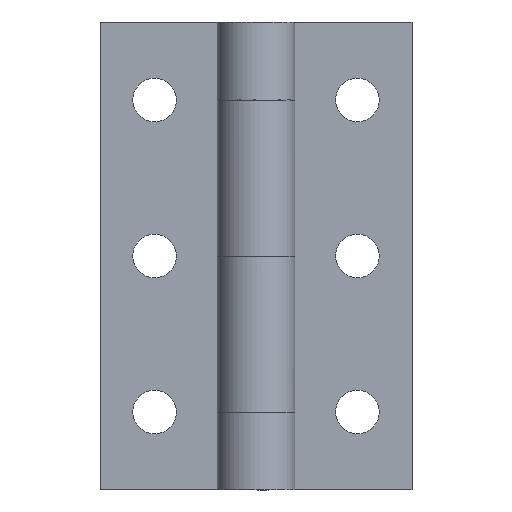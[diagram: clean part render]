
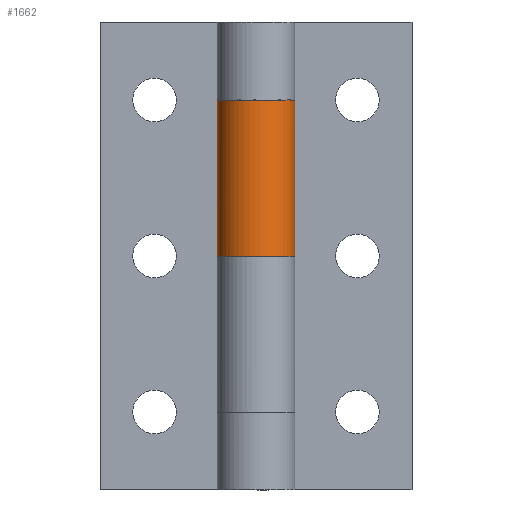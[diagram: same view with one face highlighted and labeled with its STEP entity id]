
A CAD part, front view. The second image highlights one B-rep face of the part: STEP entity #1662.
In plain terms, the highlighted free-form (B-spline) face has degree [1, 2] with [2, 7] control points.
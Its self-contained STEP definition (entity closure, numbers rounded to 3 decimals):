
#846=CARTESIAN_POINT('',(-1.5,2.0,25.0));
#847=VERTEX_POINT('',#846);
#848=CARTESIAN_POINT('',(0.759,2.382,25.0));
#849=VERTEX_POINT('',#848);
#850=CARTESIAN_POINT('',(-1.5,2.0,25.0));
#851=CARTESIAN_POINT('',(-3.073,0.82,25.));
#852=CARTESIAN_POINT('',(-2.297,-0.986,25.0));
#853=CARTESIAN_POINT('',(-1.522,-2.793,25.));
#854=CARTESIAN_POINT('',(0.417,-2.465,25.0));
#855=CARTESIAN_POINT('',(2.355,-2.137,25.));
#856=CARTESIAN_POINT('',(2.494,-0.176,25.0));
#857=CARTESIAN_POINT('',(2.632,1.785,25.));
#858=CARTESIAN_POINT('',(0.759,2.382,25.0));
#866=(BOUNDED_CURVE()B_SPLINE_CURVE(2,(#850,#851,#852,#853,#854,#855,#856,#857,#858),.UNSPECIFIED.,.F.,.U.)B_SPLINE_CURVE_WITH_KNOTS((3,2,2,2,3),(0.0,0.25,0.5,0.75,1.0),.UNSPECIFIED.)CURVE()GEOMETRIC_REPRESENTATION_ITEM()RATIONAL_B_SPLINE_CURVE((1.0,0.786,1.0,0.786,1.0,0.786,1.0,0.786,1.0))REPRESENTATION_ITEM(''));
#867=EDGE_CURVE('',#847,#849,#866,.T.);
#1060=CARTESIAN_POINT('',(0.759,2.382,15.0));
#1061=VERTEX_POINT('',#1060);
#1062=CARTESIAN_POINT('',(-1.5,2.0,15.0));
#1063=VERTEX_POINT('',#1062);
#1064=CARTESIAN_POINT('',(0.759,2.382,15.0));
#1065=CARTESIAN_POINT('',(2.632,1.785,15.));
#1066=CARTESIAN_POINT('',(2.494,-0.176,15.0));
#1067=CARTESIAN_POINT('',(2.355,-2.137,15.));
#1068=CARTESIAN_POINT('',(0.417,-2.465,15.0));
#1069=CARTESIAN_POINT('',(-1.522,-2.793,15.));
#1070=CARTESIAN_POINT('',(-2.297,-0.986,15.0));
#1071=CARTESIAN_POINT('',(-3.073,0.82,15.));
#1072=CARTESIAN_POINT('',(-1.5,2.0,15.0));
#1080=(BOUNDED_CURVE()B_SPLINE_CURVE(2,(#1064,#1065,#1066,#1067,#1068,#1069,#1070,#1071,#1072),.UNSPECIFIED.,.F.,.U.)B_SPLINE_CURVE_WITH_KNOTS((3,2,2,2,3),(0.0,0.25,0.5,0.75,1.0),.UNSPECIFIED.)CURVE()GEOMETRIC_REPRESENTATION_ITEM()RATIONAL_B_SPLINE_CURVE((1.0,0.786,1.0,0.786,1.0,0.786,1.0,0.786,1.0))REPRESENTATION_ITEM(''));
#1081=EDGE_CURVE('',#1061,#1063,#1080,.T.);
#1621=CARTESIAN_POINT('',(0.759,2.382,25.0));
#1622=CARTESIAN_POINT('',(0.759,2.382,15.0));
#1623=QUASI_UNIFORM_CURVE('',1,(#1621,#1622),.UNSPECIFIED.,.F.,.U.);
#1624=EDGE_CURVE('',#849,#1061,#1623,.T.);
#1630=CARTESIAN_POINT('',(-1.447,2.039,25.25));
#1631=CARTESIAN_POINT('',(-1.447,2.039,14.744));
#1632=CARTESIAN_POINT('',(-4.025,0.208,25.25));
#1633=CARTESIAN_POINT('',(-4.025,0.208,14.744));
#1634=CARTESIAN_POINT('',(-1.65,-1.878,25.25));
#1635=CARTESIAN_POINT('',(-1.65,-1.878,14.744));
#1636=CARTESIAN_POINT('',(0.726,-3.965,25.25));
#1637=CARTESIAN_POINT('',(0.726,-3.965,14.744));
#1638=CARTESIAN_POINT('',(2.208,-1.172,25.25));
#1639=CARTESIAN_POINT('',(2.208,-1.172,14.744));
#1640=CARTESIAN_POINT('',(3.691,1.62,25.25));
#1641=CARTESIAN_POINT('',(3.691,1.62,14.744));
#1642=CARTESIAN_POINT('',(0.631,2.419,25.25));
#1643=CARTESIAN_POINT('',(0.631,2.419,14.744));
#1651=(BOUNDED_SURFACE()B_SPLINE_SURFACE(1,2,((#1630,#1632,#1634,#1636,#1638,#1640,#1642),(#1631,#1633,#1635,#1637,#1639,#1641,#1643)),.UNSPECIFIED.,.F.,.F.,.U.)B_SPLINE_SURFACE_WITH_KNOTS((2,2),(3,2,2,3),(0.0,10.506),(0.0,4.841,9.683,14.524),.UNSPECIFIED.)GEOMETRIC_REPRESENTATION_ITEM()RATIONAL_B_SPLINE_SURFACE(((1.0,0.62,1.0,0.62,1.0,0.62,1.0),(1.0,0.62,1.0,0.62,1.0,0.62,1.0)))REPRESENTATION_ITEM('')SURFACE());
#1652=ORIENTED_EDGE('',*,*,#867,.F.);
#1653=CARTESIAN_POINT('',(-1.5,2.0,25.0));
#1654=CARTESIAN_POINT('',(-1.5,2.0,15.0));
#1655=QUASI_UNIFORM_CURVE('',1,(#1653,#1654),.UNSPECIFIED.,.F.,.U.);
#1656=EDGE_CURVE('',#847,#1063,#1655,.T.);
#1657=ORIENTED_EDGE('',*,*,#1656,.T.);
#1658=ORIENTED_EDGE('',*,*,#1081,.F.);
#1659=ORIENTED_EDGE('',*,*,#1624,.F.);
#1660=EDGE_LOOP('',(#1652,#1657,#1658,#1659));
#1661=FACE_OUTER_BOUND('',#1660,.T.);
#1662=ADVANCED_FACE('',(#1661),#1651,.T.);
